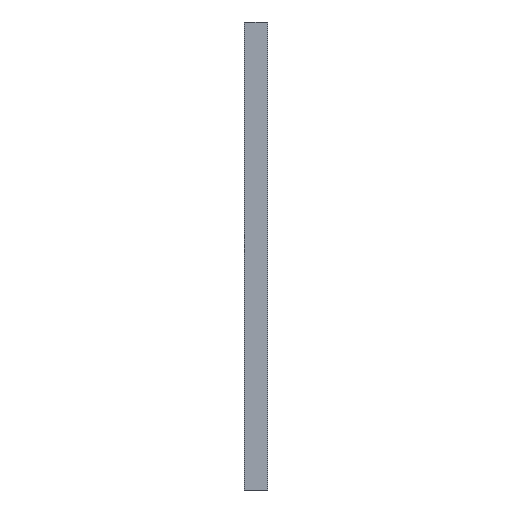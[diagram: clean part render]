
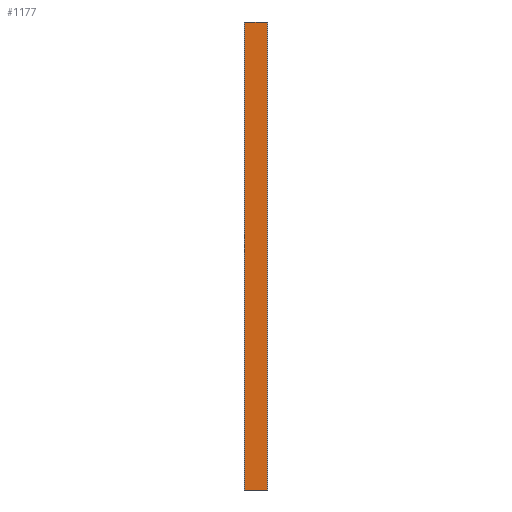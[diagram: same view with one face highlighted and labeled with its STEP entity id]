
A CAD part, front view. The second image highlights one B-rep face of the part: STEP entity #1177.
In plain terms, the highlighted planar face has unit normal (0, -1, 0).
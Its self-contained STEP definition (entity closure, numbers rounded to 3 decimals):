
#64 = FACE_OUTER_BOUND ( 'NONE', #442, .T. ) ;
#87 = CARTESIAN_POINT ( 'NONE',  ( 0., 0., 1000. ) ) ;
#140 = CARTESIAN_POINT ( 'NONE',  ( 0.5, 0., 1000. ) ) ;
#167 = PLANE ( 'NONE',  #987 ) ;
#305 = VECTOR ( 'NONE', #785, 1000. ) ;
#341 = ORIENTED_EDGE ( 'NONE', *, *, #393, .F. ) ;
#361 = EDGE_CURVE ( 'NONE', #576, #1176, #1055, .T. ) ;
#379 = DIRECTION ( 'NONE',  ( 0., 1., 0. ) ) ;
#393 = EDGE_CURVE ( 'NONE', #753, #1176, #1259, .T. ) ;
#440 = DIRECTION ( 'NONE',  ( 0., 0., -1. ) ) ;
#442 = EDGE_LOOP ( 'NONE', ( #1160, #577, #341, #670 ) ) ;
#479 = CARTESIAN_POINT ( 'NONE',  ( 0., 0., 0. ) ) ;
#576 = VERTEX_POINT ( 'NONE', #1230 ) ;
#577 = ORIENTED_EDGE ( 'NONE', *, *, #361, .T. ) ;
#638 = LINE ( 'NONE', #140, #809 ) ;
#670 = ORIENTED_EDGE ( 'NONE', *, *, #745, .T. ) ;
#745 = EDGE_CURVE ( 'NONE', #753, #1162, #638, .T. ) ;
#753 = VERTEX_POINT ( 'NONE', #1028 ) ;
#757 = DIRECTION ( 'NONE',  ( 1., 0., 0. ) ) ;
#761 = CARTESIAN_POINT ( 'NONE',  ( 49.5, 0., 1000. ) ) ;
#785 = DIRECTION ( 'NONE',  ( 1., 0., 0. ) ) ;
#809 = VECTOR ( 'NONE', #440, 1000. ) ;
#865 = CARTESIAN_POINT ( 'NONE',  ( 0., 0., 1000. ) ) ;
#902 = VECTOR ( 'NONE', #1241, 1000. ) ;
#987 = AXIS2_PLACEMENT_3D ( 'NONE', #865, #379, #1063 ) ;
#1028 = CARTESIAN_POINT ( 'NONE',  ( 0.5, 0., 1000. ) ) ;
#1050 = CARTESIAN_POINT ( 'NONE',  ( 49.5, 0., 1000. ) ) ;
#1055 = LINE ( 'NONE', #761, #902 ) ;
#1063 = DIRECTION ( 'NONE',  ( 0., 0., 1. ) ) ;
#1139 = EDGE_CURVE ( 'NONE', #1162, #576, #1252, .T. ) ;
#1160 = ORIENTED_EDGE ( 'NONE', *, *, #1139, .T. ) ;
#1162 = VERTEX_POINT ( 'NONE', #1236 ) ;
#1176 = VERTEX_POINT ( 'NONE', #1050 ) ;
#1177 = ADVANCED_FACE ( 'NONE', ( #64 ), #167, .F. ) ;
#1224 = VECTOR ( 'NONE', #757, 1000. ) ;
#1230 = CARTESIAN_POINT ( 'NONE',  ( 49.5, 0., 0. ) ) ;
#1236 = CARTESIAN_POINT ( 'NONE',  ( 0.5, 0., 0. ) ) ;
#1241 = DIRECTION ( 'NONE',  ( 0., 0., 1. ) ) ;
#1252 = LINE ( 'NONE', #479, #1224 ) ;
#1259 = LINE ( 'NONE', #87, #305 ) ;
